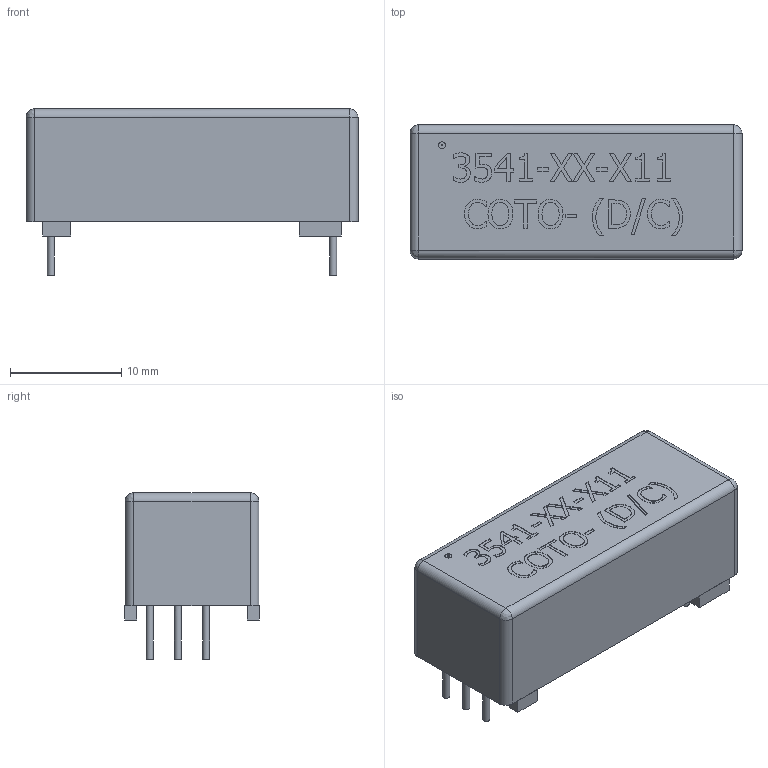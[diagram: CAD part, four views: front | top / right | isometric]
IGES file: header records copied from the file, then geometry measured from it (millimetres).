
Global section: file name: No Iges File Name specified; native system: Autodesk Inventor 2013; preprocessor: AutoDesk Inventor Iges Exporter R2013; author: odafonseca; date: 20130610.230232; units: inch
Bounding box: 29.9 x 12.09 x 14.99 mm (x, y, z)
Volume: 3677.1 mm3; surface area: 3898.1 mm2
Topology: 2 solids, 2 shells, 380 faces, 994 edges, 644 vertices
Faces by surface type: bspline 380
